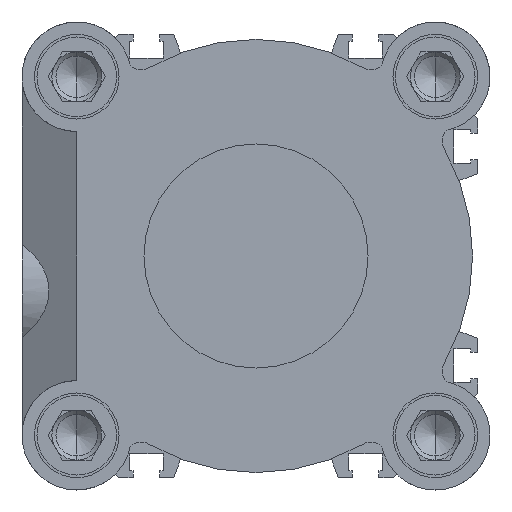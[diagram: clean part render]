
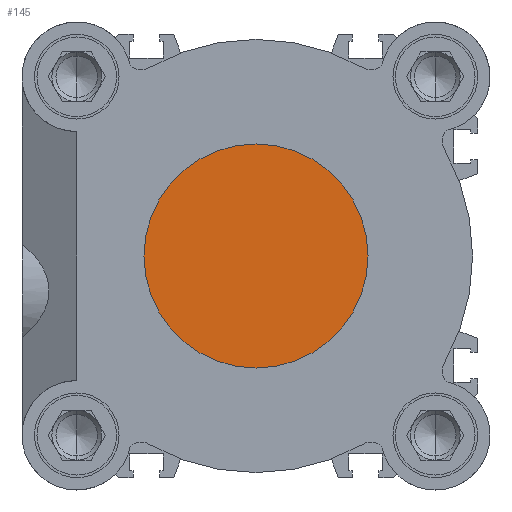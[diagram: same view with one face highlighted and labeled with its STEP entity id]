
A CAD part, left-side view. The second image highlights one B-rep face of the part: STEP entity #145.
In plain terms, the highlighted face is planar.
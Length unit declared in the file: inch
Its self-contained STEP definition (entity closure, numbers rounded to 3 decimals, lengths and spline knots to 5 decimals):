
#145 = ADVANCED_FACE ( 'NONE', ( #9035 ), #6054, .F. ) ;
#440 = CIRCLE ( 'NONE', #6821, 0.88583 ) ;
#1429 = VERTEX_POINT ( 'NONE', #4352 ) ;
#3179 = EDGE_LOOP ( 'NONE', ( #5091, #4823 ) ) ;
#3471 = DIRECTION ( 'NONE',  ( -1., 0., 0. ) ) ;
#3834 = CARTESIAN_POINT ( 'NONE',  ( 1.65354, 0., -0.88583 ) ) ;
#4219 = CARTESIAN_POINT ( 'NONE',  ( 1.65354, 0., 0. ) ) ;
#4352 = CARTESIAN_POINT ( 'NONE',  ( 1.65354, 0., 0.88583 ) ) ;
#4823 = ORIENTED_EDGE ( 'NONE', *, *, #5907, .F. ) ;
#5082 = AXIS2_PLACEMENT_3D ( 'NONE', #9419, #3471, #10397 ) ;
#5091 = ORIENTED_EDGE ( 'NONE', *, *, #7690, .F. ) ;
#5216 = DIRECTION ( 'NONE',  ( 0., 0., 1. ) ) ;
#5907 = EDGE_CURVE ( 'NONE', #7340, #1429, #440, .T. ) ;
#6054 = PLANE ( 'NONE',  #11515 ) ;
#6142 = CARTESIAN_POINT ( 'NONE',  ( 1.65354, 0.88583, 0. ) ) ;
#6687 = DIRECTION ( 'NONE',  ( -1., 0., 0. ) ) ;
#6733 = DIRECTION ( 'NONE',  ( 0., 0., 1. ) ) ;
#6821 = AXIS2_PLACEMENT_3D ( 'NONE', #4219, #11143, #5216 ) ;
#7340 = VERTEX_POINT ( 'NONE', #3834 ) ;
#7690 = EDGE_CURVE ( 'NONE', #1429, #7340, #9095, .T. ) ;
#9035 = FACE_OUTER_BOUND ( 'NONE', #3179, .T. ) ;
#9095 = CIRCLE ( 'NONE', #5082, 0.88583 ) ;
#9419 = CARTESIAN_POINT ( 'NONE',  ( 1.65354, 0., 0. ) ) ;
#10397 = DIRECTION ( 'NONE',  ( 0., 0., 1. ) ) ;
#11143 = DIRECTION ( 'NONE',  ( -1., 0., 0. ) ) ;
#11515 = AXIS2_PLACEMENT_3D ( 'NONE', #6142, #6687, #6733 ) ;
